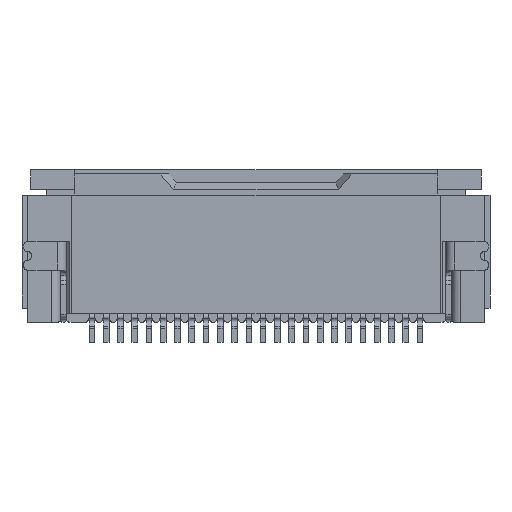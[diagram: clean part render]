
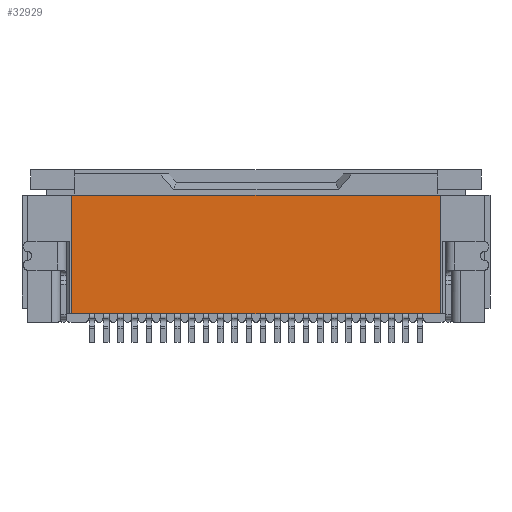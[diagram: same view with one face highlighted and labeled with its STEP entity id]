
A CAD part, front view. The second image highlights one B-rep face of the part: STEP entity #32929.
In plain terms, the highlighted planar face has unit normal (0, -1, 0).
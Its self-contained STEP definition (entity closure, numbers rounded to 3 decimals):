
#3049=DIRECTION('',(0.,0.,1.));
#3050=VECTOR('',#3049,4.15);
#3051=CARTESIAN_POINT('',(-6.45,0.03,0.3));
#3052=LINE('',#3051,#3050);
#3053=DIRECTION('',(1.,0.,0.));
#3054=VECTOR('',#3053,12.9);
#3055=CARTESIAN_POINT('',(-6.45,0.03,4.45));
#3056=LINE('',#3055,#3054);
#3057=DIRECTION('',(-1.,0.,0.));
#3058=VECTOR('',#3057,12.9);
#3059=CARTESIAN_POINT('',(6.45,0.03,0.3));
#3060=LINE('',#3059,#3058);
#3065=DIRECTION('',(0.,0.,1.));
#3066=VECTOR('',#3065,4.15);
#3067=CARTESIAN_POINT('',(6.45,0.03,0.3));
#3068=LINE('',#3067,#3066);
#21399=CARTESIAN_POINT('',(6.45,0.03,4.45));
#21400=VERTEX_POINT('',#21399);
#21401=CARTESIAN_POINT('',(-6.45,0.03,4.45));
#21402=VERTEX_POINT('',#21401);
#21945=CARTESIAN_POINT('',(-6.45,0.03,0.3));
#21947=VERTEX_POINT('',#21945);
#21949=CARTESIAN_POINT('',(6.45,0.03,0.3));
#21950=VERTEX_POINT('',#21949);
#32917=CARTESIAN_POINT('',(0.,0.03,2.375));
#32918=DIRECTION('',(0.,1.,0.));
#32919=DIRECTION('',(0.,0.,-1.));
#32920=AXIS2_PLACEMENT_3D('',#32917,#32918,#32919);
#32921=PLANE('',#32920);
#32922=ORIENTED_EDGE('',*,*,#32912,.T.);
#32923=ORIENTED_EDGE('',*,*,#27872,.T.);
#32925=ORIENTED_EDGE('',*,*,#32924,.F.);
#32926=ORIENTED_EDGE('',*,*,#32715,.T.);
#32927=EDGE_LOOP('',(#32922,#32923,#32925,#32926));
#32928=FACE_OUTER_BOUND('',#32927,.F.);
#32929=ADVANCED_FACE('',(#32928),#32921,.F.);
#27872=EDGE_CURVE('',#21402,#21400,#3056,.T.);
#32715=EDGE_CURVE('',#21950,#21947,#3060,.T.);
#32912=EDGE_CURVE('',#21947,#21402,#3052,.T.);
#32924=EDGE_CURVE('',#21950,#21400,#3068,.T.);
